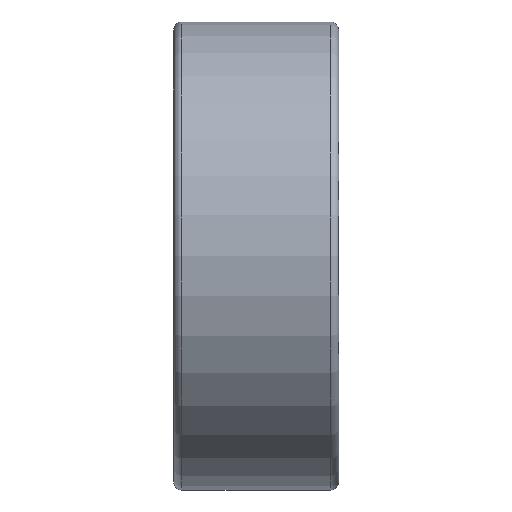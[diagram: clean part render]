
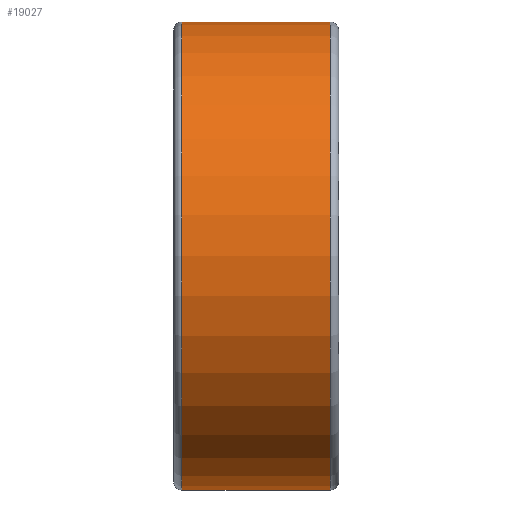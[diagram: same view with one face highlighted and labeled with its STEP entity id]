
A CAD part, top view. The second image highlights one B-rep face of the part: STEP entity #19027.
In plain terms, the highlighted cylindrical face has radius 8.5 mm (diameter 17 mm), a partial arc.
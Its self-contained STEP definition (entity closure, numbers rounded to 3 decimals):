
#8810=DIRECTION('',(-1.,0.,0.));
#8811=VECTOR('',#8810,5.4);
#8812=CARTESIAN_POINT('',(2.7,8.5,0.));
#8813=LINE('',#8812,#8811);
#8817=DIRECTION('',(-1.,0.,0.));
#8818=VECTOR('',#8817,5.4);
#8819=CARTESIAN_POINT('',(2.7,-8.5,0.));
#8820=LINE('',#8819,#8818);
#8832=CARTESIAN_POINT('',(2.7,0.,0.));
#8833=DIRECTION('',(1.,0.,0.));
#8834=DIRECTION('',(0.,1.,0.));
#8835=AXIS2_PLACEMENT_3D('',#8832,#8833,#8834);
#8840=CARTESIAN_POINT('',(-2.7,0.,0.));
#8841=DIRECTION('',(1.,0.,0.));
#8842=DIRECTION('',(0.,1.,0.));
#8843=AXIS2_PLACEMENT_3D('',#8840,#8841,#8842);
#15951=CARTESIAN_POINT('',(2.7,8.5,0.));
#15952=CARTESIAN_POINT('',(-2.7,8.5,0.));
#15953=VERTEX_POINT('',#15951);
#15954=VERTEX_POINT('',#15952);
#15963=CARTESIAN_POINT('',(2.7,-8.5,0.));
#15964=CARTESIAN_POINT('',(-2.7,-8.5,0.));
#15965=VERTEX_POINT('',#15963);
#15966=VERTEX_POINT('',#15964);
#19015=CARTESIAN_POINT('',(-3.3,0.,0.));
#19016=DIRECTION('',(1.,0.,0.));
#19017=DIRECTION('',(0.,-1.,0.));
#19018=AXIS2_PLACEMENT_3D('',#19015,#19016,#19017);
#19019=CYLINDRICAL_SURFACE('',#19018,8.5);
#19020=ORIENTED_EDGE('',*,*,#19005,.F.);
#19021=ORIENTED_EDGE('',*,*,#18982,.T.);
#19022=ORIENTED_EDGE('',*,*,#19009,.T.);
#19024=ORIENTED_EDGE('',*,*,#19023,.F.);
#19025=EDGE_LOOP('',(#19020,#19021,#19022,#19024));
#19026=FACE_OUTER_BOUND('',#19025,.F.);
#8836=CIRCLE('',#8835,8.5);
#8844=CIRCLE('',#8843,8.5);
#18982=EDGE_CURVE('',#15953,#15965,#8836,.T.);
#19005=EDGE_CURVE('',#15953,#15954,#8813,.T.);
#19009=EDGE_CURVE('',#15965,#15966,#8820,.T.);
#19023=EDGE_CURVE('',#15954,#15966,#8844,.T.);
#19027=ADVANCED_FACE('',(#19026),#19019,.T.);
